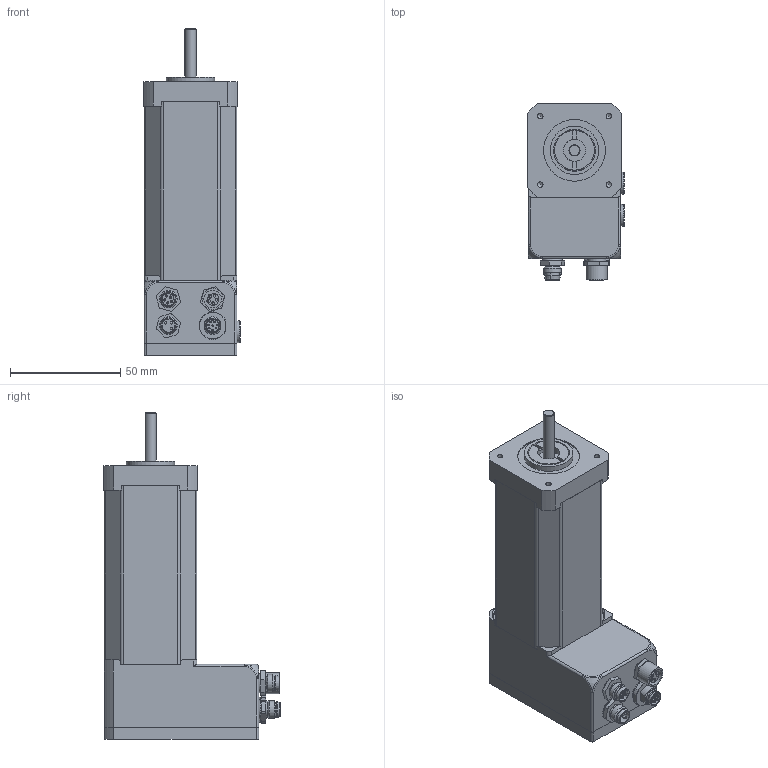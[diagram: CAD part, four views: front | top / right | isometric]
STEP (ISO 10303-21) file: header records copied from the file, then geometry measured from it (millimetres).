
FILE_DESCRIPTION(/* description */ (''),/* implementation_level */ '2;1');
FILE_NAME(/* name */ 'PD2-CB42CD-E-65-08.stp',/* time_stamp */ '2016-11-03T14:41:55+01:00',/* author */ ('schneid_cad'),/* organization */ (''),/* preprocessor_version */ 'ST-DEVELOPER v16.5',/* originating_system */ 'Autodesk Inventor 2017',/* authorisation */ '');
FILE_SCHEMA (('AUTOMOTIVE_DESIGN { 1 0 10303 214 3 1 1 }'));
Length unit declared in the file: millimetre
Products named in the file (1): PD2-CB42CD-E-65-08
Bounding box: 43.65 x 79.85 x 147.9 mm (x, y, z)
Volume: 180469.1 mm3; surface area: 54970.7 mm2
Topology: 18 solids, 18 shells, 866 faces, 2152 edges, 1393 vertices
Faces by surface type: plane 386, cylinder 283, cone 124, torus 42, sphere 25, bspline 6
Full cylindrical faces by diameter (mm): 0.217 x2, 0.6 x8, 0.9 x8, 1 x8, 1.1 x5, 1.2 x8, 1.4 x5, 2 x3, 2.013 x5, 2.208 x4, 2.459 x4, 2.5 x4, 2.9 x4, 3.4 x4, 4.5 x1, 4.7 x4, 5 x2, 5.8 x1, 6 x8, 6.2 x1, 6.4 x3, 6.5 x1, 6.8 x2, 6.9 x1, 6.95 x1, 7 x1, 7.2 x1, 8 x10, 8.4 x1, 8.7 x1
Entity records: 26046 total; most frequent: CARTESIAN_POINT 5486, DIRECTION 4209, ORIENTED_EDGE 3718, EDGE_CURVE 1859, AXIS2_PLACEMENT_3D 1684, VERTEX_POINT 1307, EDGE_LOOP 1184, STYLED_ITEM 884
